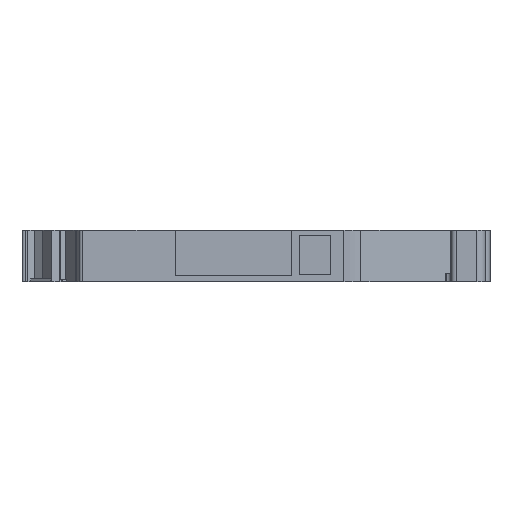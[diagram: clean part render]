
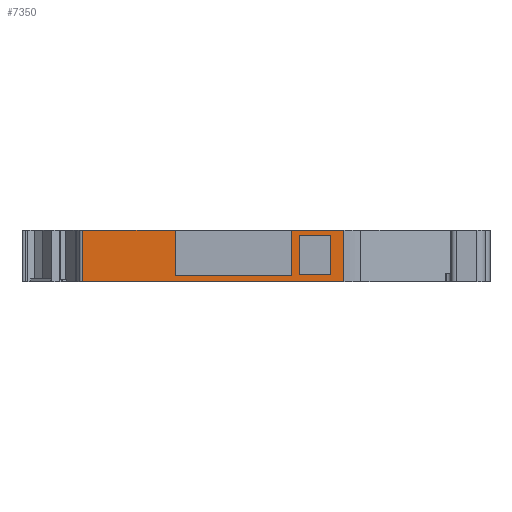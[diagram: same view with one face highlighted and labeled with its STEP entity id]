
A CAD part, left-side view. The second image highlights one B-rep face of the part: STEP entity #7350.
In plain terms, the highlighted planar face has unit normal (-1, 0, 0).
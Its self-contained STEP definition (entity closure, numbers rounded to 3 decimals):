
#134 = ORIENTED_EDGE ( 'NONE', *, *, #3500, .F. ) ;
#177 = LINE ( 'NONE', #6349, #5372 ) ;
#271 = CARTESIAN_POINT ( 'NONE',  ( -24.7, 9.515, 0.8 ) ) ;
#396 = VECTOR ( 'NONE', #3433, 1000. ) ;
#582 = LINE ( 'NONE', #2389, #5376 ) ;
#926 = CARTESIAN_POINT ( 'NONE',  ( -24.7, 13.215, 5.4 ) ) ;
#1124 = CARTESIAN_POINT ( 'NONE',  ( -24.7, 38.528, 6. ) ) ;
#1273 = VERTEX_POINT ( 'NONE', #7529 ) ;
#1299 = ORIENTED_EDGE ( 'NONE', *, *, #4253, .F. ) ;
#1332 = CARTESIAN_POINT ( 'NONE',  ( -24.7, 27.715, 0.8 ) ) ;
#1453 = LINE ( 'NONE', #4523, #8122 ) ;
#1498 = ORIENTED_EDGE ( 'NONE', *, *, #2579, .F. ) ;
#1536 = CARTESIAN_POINT ( 'NONE',  ( -24.7, 13.215, 0.8 ) ) ;
#1644 = LINE ( 'NONE', #2784, #2730 ) ;
#1662 = DIRECTION ( 'NONE',  ( 0., -1., 0. ) ) ;
#1740 = VECTOR ( 'NONE', #6580, 1000. ) ;
#1784 = DIRECTION ( 'NONE',  ( 0., 0., -1. ) ) ;
#1808 = VERTEX_POINT ( 'NONE', #1124 ) ;
#1894 = CARTESIAN_POINT ( 'NONE',  ( -24.7, 8.002, 0. ) ) ;
#1916 = VERTEX_POINT ( 'NONE', #6641 ) ;
#1969 = VERTEX_POINT ( 'NONE', #5423 ) ;
#2025 = CARTESIAN_POINT ( 'NONE',  ( -24.7, 14.115, 0.7 ) ) ;
#2059 = LINE ( 'NONE', #1536, #396 ) ;
#2073 = VECTOR ( 'NONE', #7115, 1000. ) ;
#2081 = CARTESIAN_POINT ( 'NONE',  ( -24.7, 9.515, 5.4 ) ) ;
#2368 = VERTEX_POINT ( 'NONE', #2025 ) ;
#2389 = CARTESIAN_POINT ( 'NONE',  ( -24.7, 38.528, 6. ) ) ;
#2410 = ORIENTED_EDGE ( 'NONE', *, *, #6212, .F. ) ;
#2522 = CARTESIAN_POINT ( 'NONE',  ( -24.7, 8.002, 6. ) ) ;
#2525 = VERTEX_POINT ( 'NONE', #926 ) ;
#2554 = PLANE ( 'NONE',  #4106 ) ;
#2564 = DIRECTION ( 'NONE',  ( 0., 1., 0. ) ) ;
#2579 = EDGE_CURVE ( 'NONE', #5539, #6643, #2059, .T. ) ;
#2611 = DIRECTION ( 'NONE',  ( 0., -1., 0. ) ) ;
#2730 = VECTOR ( 'NONE', #7777, 1000. ) ;
#2784 = CARTESIAN_POINT ( 'NONE',  ( -24.7, 27.715, 0.7 ) ) ;
#2873 = CARTESIAN_POINT ( 'NONE',  ( -24.7, 8.002, 6. ) ) ;
#2936 = ORIENTED_EDGE ( 'NONE', *, *, #4870, .F. ) ;
#3094 = VECTOR ( 'NONE', #3979, 1000. ) ;
#3180 = DIRECTION ( 'NONE',  ( 0., 1., 0. ) ) ;
#3192 = ORIENTED_EDGE ( 'NONE', *, *, #3378, .T. ) ;
#3209 = DIRECTION ( 'NONE',  ( 0., 0., -1. ) ) ;
#3378 = EDGE_CURVE ( 'NONE', #1808, #1916, #582, .T. ) ;
#3395 = LINE ( 'NONE', #7179, #1740 ) ;
#3433 = DIRECTION ( 'NONE',  ( 0., -1., 0. ) ) ;
#3500 = EDGE_CURVE ( 'NONE', #4769, #2525, #4419, .T. ) ;
#3624 = LINE ( 'NONE', #2873, #6756 ) ;
#3766 = LINE ( 'NONE', #7146, #2073 ) ;
#3878 = VERTEX_POINT ( 'NONE', #7462 ) ;
#3923 = FACE_BOUND ( 'NONE', #6911, .T. ) ;
#3979 = DIRECTION ( 'NONE',  ( 0., 0., -1. ) ) ;
#4106 = AXIS2_PLACEMENT_3D ( 'NONE', #2522, #6936, #3180 ) ;
#4243 = EDGE_CURVE ( 'NONE', #1916, #7011, #177, .T. ) ;
#4253 = EDGE_CURVE ( 'NONE', #1969, #5263, #6862, .T. ) ;
#4299 = EDGE_CURVE ( 'NONE', #1808, #1969, #1453, .T. ) ;
#4419 = LINE ( 'NONE', #6296, #4596 ) ;
#4455 = EDGE_CURVE ( 'NONE', #3878, #1273, #3624, .T. ) ;
#4523 = CARTESIAN_POINT ( 'NONE',  ( -24.7, 8.002, 6. ) ) ;
#4596 = VECTOR ( 'NONE', #2564, 1000. ) ;
#4769 = VERTEX_POINT ( 'NONE', #2081 ) ;
#4824 = VECTOR ( 'NONE', #4929, 1000. ) ;
#4870 = EDGE_CURVE ( 'NONE', #6643, #4769, #3395, .T. ) ;
#4929 = DIRECTION ( 'NONE',  ( 0., 0., -1. ) ) ;
#4936 = LINE ( 'NONE', #7720, #3094 ) ;
#4967 = ORIENTED_EDGE ( 'NONE', *, *, #7484, .F. ) ;
#4982 = VECTOR ( 'NONE', #3209, 1000. ) ;
#5132 = DIRECTION ( 'NONE',  ( 0., -1., 0. ) ) ;
#5184 = ORIENTED_EDGE ( 'NONE', *, *, #6531, .F. ) ;
#5192 = ORIENTED_EDGE ( 'NONE', *, *, #4455, .F. ) ;
#5208 = LINE ( 'NONE', #8081, #4824 ) ;
#5263 = VERTEX_POINT ( 'NONE', #6138 ) ;
#5372 = VECTOR ( 'NONE', #2611, 1000. ) ;
#5376 = VECTOR ( 'NONE', #1784, 1000. ) ;
#5423 = CARTESIAN_POINT ( 'NONE',  ( -24.7, 27.715, 6. ) ) ;
#5539 = VERTEX_POINT ( 'NONE', #6410 ) ;
#5590 = EDGE_CURVE ( 'NONE', #1273, #7011, #4936, .T. ) ;
#6138 = CARTESIAN_POINT ( 'NONE',  ( -24.7, 27.715, 0.7 ) ) ;
#6212 = EDGE_CURVE ( 'NONE', #2525, #5539, #5208, .T. ) ;
#6296 = CARTESIAN_POINT ( 'NONE',  ( -24.7, 13.215, 5.4 ) ) ;
#6349 = CARTESIAN_POINT ( 'NONE',  ( -24.7, 8.002, 0. ) ) ;
#6362 = ORIENTED_EDGE ( 'NONE', *, *, #4243, .T. ) ;
#6410 = CARTESIAN_POINT ( 'NONE',  ( -24.7, 13.215, 0.8 ) ) ;
#6531 = EDGE_CURVE ( 'NONE', #2368, #3878, #3766, .T. ) ;
#6580 = DIRECTION ( 'NONE',  ( 0., 0., 1. ) ) ;
#6641 = CARTESIAN_POINT ( 'NONE',  ( -24.7, 38.528, 0. ) ) ;
#6643 = VERTEX_POINT ( 'NONE', #271 ) ;
#6676 = EDGE_LOOP ( 'NONE', ( #7642, #3192, #6362, #6731, #5192, #5184, #4967, #1299 ) ) ;
#6731 = ORIENTED_EDGE ( 'NONE', *, *, #5590, .F. ) ;
#6756 = VECTOR ( 'NONE', #1662, 1000. ) ;
#6862 = LINE ( 'NONE', #1332, #4982 ) ;
#6911 = EDGE_LOOP ( 'NONE', ( #134, #2936, #1498, #2410 ) ) ;
#6936 = DIRECTION ( 'NONE',  ( 1., 0., 0. ) ) ;
#7011 = VERTEX_POINT ( 'NONE', #1894 ) ;
#7051 = FACE_OUTER_BOUND ( 'NONE', #6676, .T. ) ;
#7115 = DIRECTION ( 'NONE',  ( 0., 0., 1. ) ) ;
#7146 = CARTESIAN_POINT ( 'NONE',  ( -24.7, 14.115, 0.8 ) ) ;
#7179 = CARTESIAN_POINT ( 'NONE',  ( -24.7, 9.515, 0.8 ) ) ;
#7350 = ADVANCED_FACE ( 'NONE', ( #7051, #3923 ), #2554, .F. ) ;
#7462 = CARTESIAN_POINT ( 'NONE',  ( -24.7, 14.115, 6. ) ) ;
#7484 = EDGE_CURVE ( 'NONE', #5263, #2368, #1644, .T. ) ;
#7529 = CARTESIAN_POINT ( 'NONE',  ( -24.7, 8.002, 6. ) ) ;
#7642 = ORIENTED_EDGE ( 'NONE', *, *, #4299, .F. ) ;
#7720 = CARTESIAN_POINT ( 'NONE',  ( -24.7, 8.002, 6. ) ) ;
#7777 = DIRECTION ( 'NONE',  ( 0., -1., 0. ) ) ;
#8081 = CARTESIAN_POINT ( 'NONE',  ( -24.7, 13.215, 0.8 ) ) ;
#8122 = VECTOR ( 'NONE', #5132, 1000. ) ;
